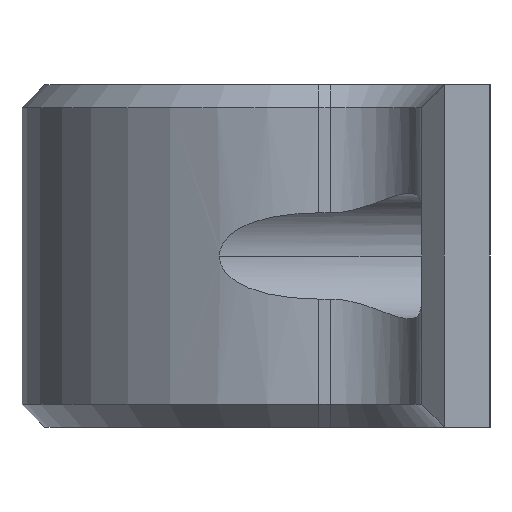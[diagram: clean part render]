
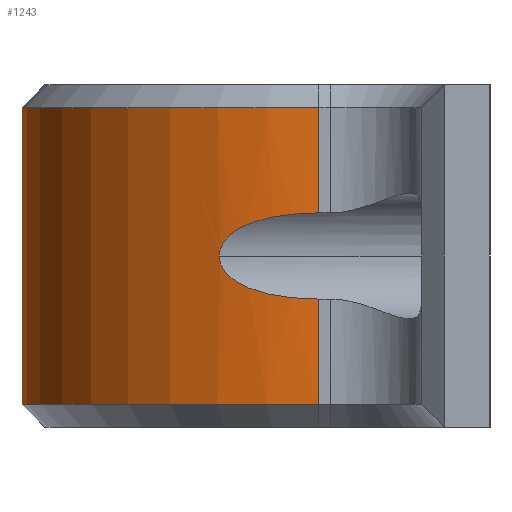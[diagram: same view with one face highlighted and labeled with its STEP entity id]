
A CAD part, left-side view. The second image highlights one B-rep face of the part: STEP entity #1243.
In plain terms, the highlighted cylindrical face has radius 13 mm (diameter 26 mm), a partial arc.
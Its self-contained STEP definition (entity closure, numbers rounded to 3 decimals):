
#315=DIRECTION('',(0.,0.,1.));
#316=VECTOR('',#315,4.613);
#317=CARTESIAN_POINT('',(-13.,0.,1.887));
#318=LINE('',#317,#316);
#331=DIRECTION('',(0.,0.,1.));
#332=VECTOR('',#331,4.613);
#333=CARTESIAN_POINT('',(-13.,0.,
-6.5));
#334=LINE('',#333,#332);
#347=CARTESIAN_POINT('',(-12.25,4.352,0.));
#348=CARTESIAN_POINT('',(-12.25,4.352,0.117));
#349=CARTESIAN_POINT('',(-12.264,4.311,0.347));
#350=CARTESIAN_POINT('',(-12.331,4.119,0.692));
#351=CARTESIAN_POINT('',(-12.431,3.809,0.998));
#352=CARTESIAN_POINT('',(-12.547,3.411,1.251));
#353=CARTESIAN_POINT('',(-12.656,2.983,1.442));
#354=CARTESIAN_POINT('',(-12.752,2.542,1.586));
#355=CARTESIAN_POINT('',(-12.833,2.095,1.694));
#356=CARTESIAN_POINT('',(-12.9,1.635,1.776));
#357=CARTESIAN_POINT('',(-12.953,1.144,1.837));
#358=CARTESIAN_POINT('',(-12.99,0.609,1.877));
#359=CARTESIAN_POINT('',(-13.,0.209,1.887));
#360=CARTESIAN_POINT('',(-13.,0.,1.887));
#362=CARTESIAN_POINT('',(-13.,0.,-1.887));
#363=CARTESIAN_POINT('',(-13.,0.286,-1.887));
#364=CARTESIAN_POINT('',(-12.981,0.832,
-1.868));
#365=CARTESIAN_POINT('',(-12.912,1.566,-1.791));
#366=CARTESIAN_POINT('',(-12.814,2.219,-1.672));
#367=CARTESIAN_POINT('',(-12.698,2.805,-1.51));
#368=CARTESIAN_POINT('',(-12.572,3.321,-1.3));
#369=CARTESIAN_POINT('',(-12.448,3.754,-1.041));
#370=CARTESIAN_POINT('',(-12.339,4.095,
-0.725));
#371=CARTESIAN_POINT('',(-12.266,4.308,
-0.363));
#372=CARTESIAN_POINT('',(-12.25,4.352,-0.123));
#373=CARTESIAN_POINT('',(-12.25,4.352,0.));
#375=CARTESIAN_POINT('',(0.,0.,-6.5));
#376=DIRECTION('',(0.,0.,-1.));
#377=DIRECTION('',(-1.,0.,0.));
#378=AXIS2_PLACEMENT_3D('',#375,#376,#377);
#380=DIRECTION('',(0.,0.,1.));
#381=VECTOR('',#380,4.613);
#382=CARTESIAN_POINT('',(13.,0.,
-6.5));
#383=LINE('',#382,#381);
#384=CARTESIAN_POINT('',(12.25,4.352,0.));
#385=CARTESIAN_POINT('',(12.25,4.352,-0.117));
#386=CARTESIAN_POINT('',(12.264,4.311,-0.347));
#387=CARTESIAN_POINT('',(12.331,4.118,-0.692));
#388=CARTESIAN_POINT('',(12.432,3.808,-0.998));
#389=CARTESIAN_POINT('',(12.547,3.41,-1.252));
#390=CARTESIAN_POINT('',(12.656,2.982,-1.442));
#391=CARTESIAN_POINT('',(12.752,2.542,-1.586));
#392=CARTESIAN_POINT('',(12.833,2.095,-1.694));
#393=CARTESIAN_POINT('',(12.9,1.635,-1.776));
#394=CARTESIAN_POINT('',(12.953,1.144,-1.837));
#395=CARTESIAN_POINT('',(12.99,0.609,-1.877));
#396=CARTESIAN_POINT('',(13.,0.209,-1.887));
#397=CARTESIAN_POINT('',(13.,0.,-1.887));
#399=CARTESIAN_POINT('',(13.,0.,1.887));
#400=CARTESIAN_POINT('',(13.,0.287,1.887));
#401=CARTESIAN_POINT('',(12.981,0.833,1.868));
#402=CARTESIAN_POINT('',(12.912,1.567,1.791));
#403=CARTESIAN_POINT('',(12.814,2.22,1.672));
#404=CARTESIAN_POINT('',(12.698,2.805,1.51));
#405=CARTESIAN_POINT('',(12.572,3.321,1.3));
#406=CARTESIAN_POINT('',(12.448,3.754,1.041));
#407=CARTESIAN_POINT('',(12.339,4.095,0.725));
#408=CARTESIAN_POINT('',(12.266,4.308,0.363));
#409=CARTESIAN_POINT('',(12.25,4.352,0.123));
#410=CARTESIAN_POINT('',(12.25,4.352,0.));
#412=DIRECTION('',(0.,0.,1.));
#413=VECTOR('',#412,4.613);
#414=CARTESIAN_POINT('',(13.,0.,1.887));
#415=LINE('',#414,#413);
#416=CARTESIAN_POINT('',(0.,0.,6.5));
#417=DIRECTION('',(0.,0.,1.));
#418=DIRECTION('',(1.,0.,0.));
#419=AXIS2_PLACEMENT_3D('',#416,#417,#418);
#667=CARTESIAN_POINT('',(-12.25,4.352,0.));
#668=VERTEX_POINT('',#667);
#669=CARTESIAN_POINT('',(12.25,4.352,0.));
#670=VERTEX_POINT('',#669);
#671=VERTEX_POINT('',#362);
#672=VERTEX_POINT('',#360);
#673=VERTEX_POINT('',#397);
#674=VERTEX_POINT('',#399);
#683=CARTESIAN_POINT('',(-13.,0.,
6.5));
#684=VERTEX_POINT('',#683);
#685=CARTESIAN_POINT('',(13.,0.,6.5));
#686=VERTEX_POINT('',#685);
#703=CARTESIAN_POINT('',(-13.,0.,
-6.5));
#704=VERTEX_POINT('',#703);
#705=CARTESIAN_POINT('',(13.,0.,
-6.5));
#706=VERTEX_POINT('',#705);
#1219=CARTESIAN_POINT('',(0.,0.,-7.5));
#1220=DIRECTION('',(0.,0.,1.));
#1221=DIRECTION('',(1.,0.,0.));
#1222=AXIS2_PLACEMENT_3D('',#1219,#1220,#1221);
#1223=CYLINDRICAL_SURFACE('',#1222,13.);
#1224=ORIENTED_EDGE('',*,*,#1196,.F.);
#1226=ORIENTED_EDGE('',*,*,#1225,.F.);
#1228=ORIENTED_EDGE('',*,*,#1227,.F.);
#1229=ORIENTED_EDGE('',*,*,#1210,.F.);
#1230=ORIENTED_EDGE('',*,*,#895,.T.);
#1232=ORIENTED_EDGE('',*,*,#1231,.T.);
#1234=ORIENTED_EDGE('',*,*,#1233,.F.);
#1236=ORIENTED_EDGE('',*,*,#1235,.F.);
#1238=ORIENTED_EDGE('',*,*,#1237,.T.);
#1240=ORIENTED_EDGE('',*,*,#1239,.T.);
#1241=EDGE_LOOP('',(#1224,#1226,#1228,#1229,#1230,#1232,#1234,#1236,#1238,
#1240));
#1242=FACE_OUTER_BOUND('',#1241,.F.);
#1243=ADVANCED_FACE('',(#1242),#1223,.T.);
#361=B_SPLINE_CURVE_WITH_KNOTS('',3,(#347,#348,#349,#350,#351,#352,#353,#354,
#355,#356,#357,#358,#359,#360),.UNSPECIFIED.,.F.,.F.,(4,1,1,1,1,1,1,1,1,1,1,4),(
0.,0.091,0.182,0.273,0.364,
0.455,0.545,0.636,0.727,
0.818,0.909,1.),.UNSPECIFIED.);
#374=B_SPLINE_CURVE_WITH_KNOTS('',3,(#362,#363,#364,#365,#366,#367,#368,#369,
#370,#371,#372,#373),.UNSPECIFIED.,.F.,.F.,(4,1,1,1,1,1,1,1,1,4),(0.,
0.111,0.222,0.333,0.444,
0.556,0.667,0.778,0.889,1.),
.UNSPECIFIED.);
#379=CIRCLE('',#378,13.);
#398=B_SPLINE_CURVE_WITH_KNOTS('',3,(#384,#385,#386,#387,#388,#389,#390,#391,
#392,#393,#394,#395,#396,#397),.UNSPECIFIED.,.F.,.F.,(4,1,1,1,1,1,1,1,1,1,1,4),(
0.,0.091,0.182,0.273,0.364,
0.455,0.545,0.636,0.727,
0.818,0.909,1.),.UNSPECIFIED.);
#411=B_SPLINE_CURVE_WITH_KNOTS('',3,(#399,#400,#401,#402,#403,#404,#405,#406,
#407,#408,#409,#410),.UNSPECIFIED.,.F.,.F.,(4,1,1,1,1,1,1,1,1,4),(0.,
0.111,0.222,0.333,0.444,
0.556,0.667,0.778,0.889,1.),
.UNSPECIFIED.);
#420=CIRCLE('',#419,13.);
#895=EDGE_CURVE('',#704,#706,#379,.T.);
#1196=EDGE_CURVE('',#672,#684,#318,.T.);
#1210=EDGE_CURVE('',#704,#671,#334,.T.);
#1225=EDGE_CURVE('',#668,#672,#361,.T.);
#1227=EDGE_CURVE('',#671,#668,#374,.T.);
#1231=EDGE_CURVE('',#706,#673,#383,.T.);
#1233=EDGE_CURVE('',#670,#673,#398,.T.);
#1235=EDGE_CURVE('',#674,#670,#411,.T.);
#1237=EDGE_CURVE('',#674,#686,#415,.T.);
#1239=EDGE_CURVE('',#686,#684,#420,.T.);
